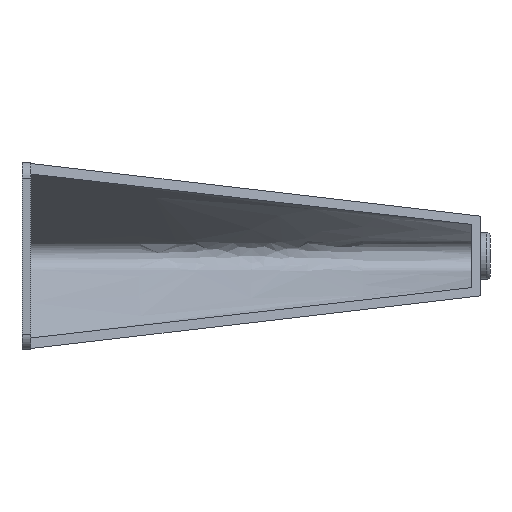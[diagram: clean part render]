
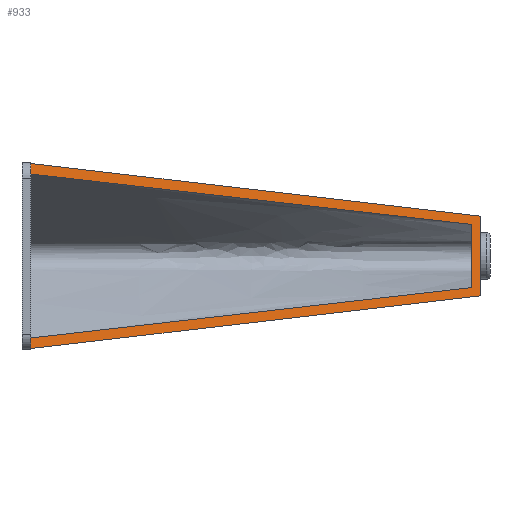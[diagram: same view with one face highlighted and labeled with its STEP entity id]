
A CAD part, left-side view. The second image highlights one B-rep face of the part: STEP entity #933.
In plain terms, the highlighted planar face has unit normal (-0.953, -0.302, 0).
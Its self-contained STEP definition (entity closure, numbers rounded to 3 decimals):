
#45 = EDGE_CURVE ( 'NONE', #1610, #2372, #2442, .T. ) ;
#51 = CARTESIAN_POINT ( 'NONE',  ( -7.297, -97.061, -15.46 ) ) ;
#127 = CARTESIAN_POINT ( 'NONE',  ( -38., 0., 30. ) ) ;
#130 = CARTESIAN_POINT ( 'NONE',  ( 0.158, -120.63, 12.785 ) ) ;
#160 = VECTOR ( 'NONE', #2103, 1000. ) ;
#168 = LINE ( 'NONE', #2495, #1397 ) ;
#254 = EDGE_CURVE ( 'NONE', #1498, #819, #394, .T. ) ;
#352 = ORIENTED_EDGE ( 'NONE', *, *, #1772, .T. ) ;
#379 = CARTESIAN_POINT ( 'NONE',  ( 8.5, -147., -12.75 ) ) ;
#384 = EDGE_CURVE ( 'NONE', #2372, #504, #168, .T. ) ;
#394 = B_SPLINE_CURVE_WITH_KNOTS ( 'NONE', 3,
 ( #570, #3127, #1332, #2870, #51, #1365, #1576, #2339 ),
 .UNSPECIFIED., .F., .F.,
 ( 4, 2, 2, 4 ),
 ( 0., 0.075, 0.112, 0.149 ),
 .UNSPECIFIED. ) ;
#414 = LINE ( 'NONE', #2696, #2760 ) ;
#466 = AXIS2_PLACEMENT_3D ( 'NONE', #127, #3169, #1918 ) ;
#497 = CARTESIAN_POINT ( 'NONE',  ( 7.614, -144.2, 10.124 ) ) ;
#504 = VERTEX_POINT ( 'NONE', #1946 ) ;
#546 = CARTESIAN_POINT ( 'NONE',  ( -37.114, -2.8, 32.937 ) ) ;
#570 = CARTESIAN_POINT ( 'NONE',  ( -37.114, -2.8, -26.283 ) ) ;
#635 = CARTESIAN_POINT ( 'NONE',  ( -7.297, -97.061, 15.46 ) ) ;
#713 = DIRECTION ( 'NONE',  ( -0.3, 0.948, 0.111 ) ) ;
#727 = DIRECTION ( 'NONE',  ( 0., 0., -1. ) ) ;
#746 = LINE ( 'NONE', #3250, #2480 ) ;
#819 = VERTEX_POINT ( 'NONE', #1682 ) ;
#933 = ADVANCED_FACE ( 'NONE', ( #2400 ), #1905, .T. ) ;
#1078 = CARTESIAN_POINT ( 'NONE',  ( 8.5, -147., 12.75 ) ) ;
#1102 = VERTEX_POINT ( 'NONE', #3266 ) ;
#1126 = EDGE_CURVE ( 'NONE', #1610, #2830, #746, .T. ) ;
#1129 = VERTEX_POINT ( 'NONE', #497 ) ;
#1135 = DIRECTION ( 'NONE',  ( 0.3, -0.948, 0.111 ) ) ;
#1177 = CARTESIAN_POINT ( 'NONE',  ( 7.614, -144.2, 10.124 ) ) ;
#1227 = ORIENTED_EDGE ( 'NONE', *, *, #1327, .T. ) ;
#1325 = ORIENTED_EDGE ( 'NONE', *, *, #45, .T. ) ;
#1327 = EDGE_CURVE ( 'NONE', #1129, #819, #1964, .T. ) ;
#1332 = CARTESIAN_POINT ( 'NONE',  ( -22.206, -49.928, -20.847 ) ) ;
#1365 = CARTESIAN_POINT ( 'NONE',  ( 0.158, -120.63, -12.785 ) ) ;
#1367 = ORIENTED_EDGE ( 'NONE', *, *, #1819, .F. ) ;
#1397 = VECTOR ( 'NONE', #1485, 1000. ) ;
#1478 = ORIENTED_EDGE ( 'NONE', *, *, #254, .F. ) ;
#1485 = DIRECTION ( 'NONE',  ( 0., 0., -1. ) ) ;
#1498 = VERTEX_POINT ( 'NONE', #1570 ) ;
#1567 = EDGE_CURVE ( 'NONE', #1498, #1102, #3106, .T. ) ;
#1570 = CARTESIAN_POINT ( 'NONE',  ( -37.114, -2.8, -26.283 ) ) ;
#1576 = CARTESIAN_POINT ( 'NONE',  ( 3.886, -132.415, -11.453 ) ) ;
#1610 = VERTEX_POINT ( 'NONE', #1078 ) ;
#1657 = CARTESIAN_POINT ( 'NONE',  ( -37.114, -2.8, 26.283 ) ) ;
#1682 = CARTESIAN_POINT ( 'NONE',  ( 7.614, -144.2, -10.124 ) ) ;
#1772 = EDGE_CURVE ( 'NONE', #1102, #2830, #414, .T. ) ;
#1796 = CARTESIAN_POINT ( 'NONE',  ( -37.114, -2.8, 29.671 ) ) ;
#1819 = EDGE_CURVE ( 'NONE', #1129, #504, #2148, .T. ) ;
#1905 = PLANE ( 'NONE',  #466 ) ;
#1908 = CARTESIAN_POINT ( 'NONE',  ( -29.66, -26.364, 23.56 ) ) ;
#1918 = DIRECTION ( 'NONE',  ( 0., 0., -1. ) ) ;
#1946 = CARTESIAN_POINT ( 'NONE',  ( -37.114, -2.8, 26.283 ) ) ;
#1964 = LINE ( 'NONE', #2998, #2909 ) ;
#2016 = ORIENTED_EDGE ( 'NONE', *, *, #1567, .T. ) ;
#2085 = VECTOR ( 'NONE', #713, 1000. ) ;
#2103 = DIRECTION ( 'NONE',  ( 0., 0., -1. ) ) ;
#2148 = B_SPLINE_CURVE_WITH_KNOTS ( 'NONE', 3,
 ( #1177, #2967, #130, #635, #2652, #2444, #1908, #1657 ),
 .UNSPECIFIED., .F., .F.,
 ( 4, 2, 2, 4 ),
 ( 0., 0.037, 0.075, 0.149 ),
 .UNSPECIFIED. ) ;
#2259 = EDGE_LOOP ( 'NONE', ( #2016, #352, #2506, #1325, #2983, #1367, #1227, #1478 ) ) ;
#2339 = CARTESIAN_POINT ( 'NONE',  ( 7.614, -144.2, -10.124 ) ) ;
#2372 = VERTEX_POINT ( 'NONE', #1796 ) ;
#2400 = FACE_OUTER_BOUND ( 'NONE', #2259, .T. ) ;
#2442 = LINE ( 'NONE', #2746, #2085 ) ;
#2444 = CARTESIAN_POINT ( 'NONE',  ( -22.206, -49.928, 20.847 ) ) ;
#2480 = VECTOR ( 'NONE', #2980, 1000. ) ;
#2495 = CARTESIAN_POINT ( 'NONE',  ( -37.114, -2.8, 32.937 ) ) ;
#2506 = ORIENTED_EDGE ( 'NONE', *, *, #1126, .F. ) ;
#2652 = CARTESIAN_POINT ( 'NONE',  ( -11.024, -85.278, 16.803 ) ) ;
#2696 = CARTESIAN_POINT ( 'NONE',  ( -14.75, -73.5, -21.375 ) ) ;
#2746 = CARTESIAN_POINT ( 'NONE',  ( -14.75, -73.5, 21.375 ) ) ;
#2760 = VECTOR ( 'NONE', #1135, 1000. ) ;
#2830 = VERTEX_POINT ( 'NONE', #379 ) ;
#2870 = CARTESIAN_POINT ( 'NONE',  ( -11.024, -85.278, -16.803 ) ) ;
#2909 = VECTOR ( 'NONE', #727, 1000. ) ;
#2967 = CARTESIAN_POINT ( 'NONE',  ( 3.886, -132.415, 11.453 ) ) ;
#2980 = DIRECTION ( 'NONE',  ( 0., 0., -1. ) ) ;
#2983 = ORIENTED_EDGE ( 'NONE', *, *, #384, .T. ) ;
#2998 = CARTESIAN_POINT ( 'NONE',  ( 7.614, -144.2, 30. ) ) ;
#3106 = LINE ( 'NONE', #546, #160 ) ;
#3127 = CARTESIAN_POINT ( 'NONE',  ( -29.66, -26.364, -23.56 ) ) ;
#3169 = DIRECTION ( 'NONE',  ( -0.953, -0.302, 0. ) ) ;
#3250 = CARTESIAN_POINT ( 'NONE',  ( 8.5, -147., 12.75 ) ) ;
#3266 = CARTESIAN_POINT ( 'NONE',  ( -37.114, -2.8, -29.671 ) ) ;
